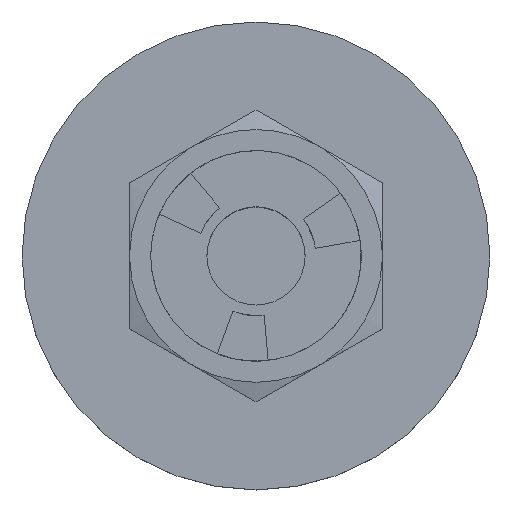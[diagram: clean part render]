
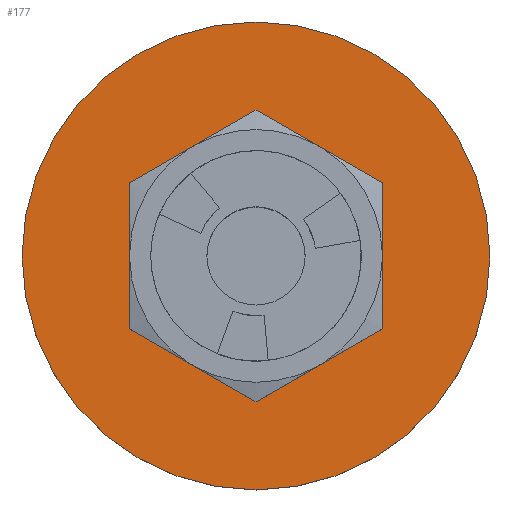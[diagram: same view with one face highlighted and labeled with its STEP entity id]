
A CAD part, top view. The second image highlights one B-rep face of the part: STEP entity #177.
In plain terms, the highlighted planar face has unit normal (0, 0, 1).
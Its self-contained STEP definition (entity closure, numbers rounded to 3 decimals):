
#67=LINE('',#965,#97);
#68=LINE('',#968,#98);
#69=LINE('',#970,#99);
#70=LINE('',#972,#100);
#71=LINE('',#974,#101);
#72=LINE('',#976,#102);
#97=VECTOR('',#786,1.);
#98=VECTOR('',#787,1.);
#99=VECTOR('',#788,1.);
#100=VECTOR('',#789,1.);
#101=VECTOR('',#790,1.);
#102=VECTOR('',#791,1.);
#137=FACE_BOUND('',#256,.T.);
#138=FACE_BOUND('',#257,.T.);
#148=PLANE('',#665);
#177=ADVANCED_FACE('',(#137,#138),#148,.T.);
#256=EDGE_LOOP('',(#349));
#257=EDGE_LOOP('',(#350,#351,#352,#353,#354,#355));
#303=CIRCLE('',#663,25.);
#349=ORIENTED_EDGE('',*,*,#563,.T.);
#350=ORIENTED_EDGE('',*,*,#564,.T.);
#351=ORIENTED_EDGE('',*,*,#565,.T.);
#352=ORIENTED_EDGE('',*,*,#566,.T.);
#353=ORIENTED_EDGE('',*,*,#567,.T.);
#354=ORIENTED_EDGE('',*,*,#568,.T.);
#355=ORIENTED_EDGE('',*,*,#569,.T.);
#505=VERTEX_POINT('',#963);
#506=VERTEX_POINT('',#966);
#507=VERTEX_POINT('',#967);
#508=VERTEX_POINT('',#969);
#509=VERTEX_POINT('',#971);
#510=VERTEX_POINT('',#973);
#511=VERTEX_POINT('',#975);
#563=EDGE_CURVE('',#505,#505,#303,.T.);
#564=EDGE_CURVE('',#506,#507,#67,.T.);
#565=EDGE_CURVE('',#507,#508,#68,.T.);
#566=EDGE_CURVE('',#508,#509,#69,.T.);
#567=EDGE_CURVE('',#509,#510,#70,.T.);
#568=EDGE_CURVE('',#510,#511,#71,.T.);
#569=EDGE_CURVE('',#511,#506,#72,.T.);
#663=AXIS2_PLACEMENT_3D('',#962,#782,#783);
#665=AXIS2_PLACEMENT_3D('',#977,#792,#793);
#782=DIRECTION('',(0.,0.,1.));
#783=DIRECTION('',(0.,-1.,0.));
#786=DIRECTION('',(-0.866,-0.5,0.));
#787=DIRECTION('',(-0.866,0.5,0.));
#788=DIRECTION('',(0.,1.,0.));
#789=DIRECTION('',(0.866,0.5,0.));
#790=DIRECTION('',(0.866,-0.5,0.));
#791=DIRECTION('',(0.,-1.,0.));
#792=DIRECTION('',(0.,0.,1.));
#793=DIRECTION('',(0.,-1.,0.));
#962=CARTESIAN_POINT('',(0.,0.,6.));
#963=CARTESIAN_POINT('',(0.,-25.,6.));
#965=CARTESIAN_POINT('',(13.5,-7.794,6.));
#966=CARTESIAN_POINT('',(13.5,-7.794,6.));
#967=CARTESIAN_POINT('',(0.,-15.588,6.));
#968=CARTESIAN_POINT('',(0.,-15.588,6.));
#969=CARTESIAN_POINT('',(-13.5,-7.794,6.));
#970=CARTESIAN_POINT('',(-13.5,-7.794,6.));
#971=CARTESIAN_POINT('',(-13.5,7.794,6.));
#972=CARTESIAN_POINT('',(-13.5,7.794,6.));
#973=CARTESIAN_POINT('',(0.,15.588,6.));
#974=CARTESIAN_POINT('',(0.,15.588,6.));
#975=CARTESIAN_POINT('',(13.5,7.794,6.));
#976=CARTESIAN_POINT('',(13.5,7.794,6.));
#977=CARTESIAN_POINT('',(0.,16.,6.));
